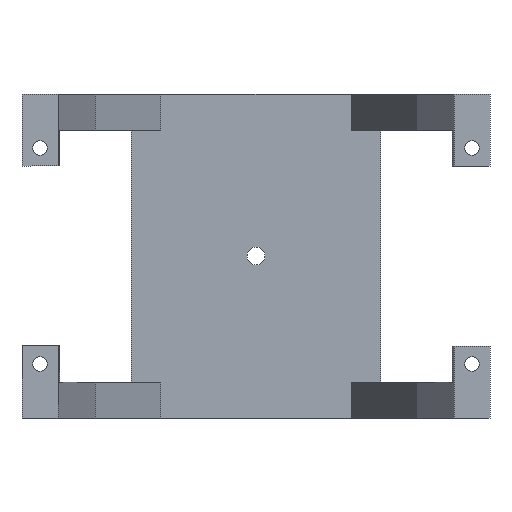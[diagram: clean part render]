
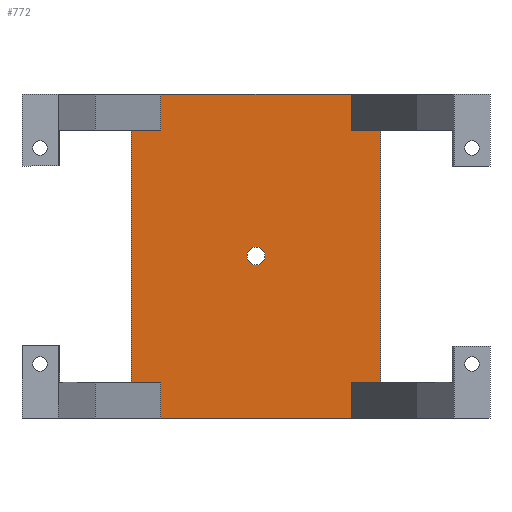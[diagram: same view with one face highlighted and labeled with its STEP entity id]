
A CAD part, front view. The second image highlights one B-rep face of the part: STEP entity #772.
In plain terms, the highlighted planar face has unit normal (0, -1, 0).
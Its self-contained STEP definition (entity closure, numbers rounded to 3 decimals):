
#3 = LINE ( 'NONE', #1093, #1043 ) ;
#15 = LINE ( 'NONE', #506, #1466 ) ;
#16 = DIRECTION ( 'NONE',  ( 0., 0., 1. ) ) ;
#57 = DIRECTION ( 'NONE',  ( 0., -1., 0. ) ) ;
#71 = DIRECTION ( 'NONE',  ( 0., 0., -1. ) ) ;
#77 = VECTOR ( 'NONE', #1124, 1000. ) ;
#79 = VERTEX_POINT ( 'NONE', #1008 ) ;
#82 = VERTEX_POINT ( 'NONE', #883 ) ;
#109 = DIRECTION ( 'NONE',  ( 0., 0., -1. ) ) ;
#110 = ORIENTED_EDGE ( 'NONE', *, *, #209, .F. ) ;
#120 = VERTEX_POINT ( 'NONE', #395 ) ;
#160 = CARTESIAN_POINT ( 'NONE',  ( 65., 93., -37.5 ) ) ;
#168 = VECTOR ( 'NONE', #381, 1000. ) ;
#176 = CARTESIAN_POINT ( 'NONE',  ( 30.35, 93., 0. ) ) ;
#193 = VECTOR ( 'NONE', #1418, 1000. ) ;
#203 = EDGE_CURVE ( 'NONE', #757, #1463, #15, .T. ) ;
#209 = EDGE_CURVE ( 'NONE', #348, #1399, #1247, .T. ) ;
#231 = EDGE_CURVE ( 'NONE', #583, #348, #603, .T. ) ;
#239 = CARTESIAN_POINT ( 'NONE',  ( 38.502, 93., 10. ) ) ;
#271 = CIRCLE ( 'NONE', #1500, 2.5 ) ;
#285 = LINE ( 'NONE', #1122, #957 ) ;
#297 = VECTOR ( 'NONE', #1096, 1000. ) ;
#299 = DIRECTION ( 'NONE',  ( 0., -1., 0. ) ) ;
#315 = LINE ( 'NONE', #441, #193 ) ;
#318 = CARTESIAN_POINT ( 'NONE',  ( 91.498, 93., -70. ) ) ;
#324 = LINE ( 'NONE', #327, #536 ) ;
#327 = CARTESIAN_POINT ( 'NONE',  ( 91.498, 93., -70. ) ) ;
#338 = VECTOR ( 'NONE', #16, 1000. ) ;
#341 = EDGE_CURVE ( 'NONE', #948, #120, #750, .T. ) ;
#346 = CARTESIAN_POINT ( 'NONE',  ( 38.502, 93., 10. ) ) ;
#348 = VERTEX_POINT ( 'NONE', #620 ) ;
#365 = VERTEX_POINT ( 'NONE', #851 ) ;
#381 = DIRECTION ( 'NONE',  ( 0., 0., -1. ) ) ;
#395 = CARTESIAN_POINT ( 'NONE',  ( 38.502, 93., 0. ) ) ;
#402 = DIRECTION ( 'NONE',  ( 0., 0., -1. ) ) ;
#418 = EDGE_CURVE ( 'NONE', #703, #456, #865, .T. ) ;
#426 = EDGE_CURVE ( 'NONE', #79, #1463, #1023, .T. ) ;
#427 = FACE_OUTER_BOUND ( 'NONE', #1225, .T. ) ;
#441 = CARTESIAN_POINT ( 'NONE',  ( 91.498, 93., -70. ) ) ;
#453 = VECTOR ( 'NONE', #1113, 1000. ) ;
#456 = VERTEX_POINT ( 'NONE', #176 ) ;
#460 = VERTEX_POINT ( 'NONE', #160 ) ;
#474 = ORIENTED_EDGE ( 'NONE', *, *, #1138, .F. ) ;
#477 = EDGE_CURVE ( 'NONE', #365, #460, #271, .T. ) ;
#494 = CARTESIAN_POINT ( 'NONE',  ( 99.65, 93., 0. ) ) ;
#506 = CARTESIAN_POINT ( 'NONE',  ( 38.502, 93., -70. ) ) ;
#528 = DIRECTION ( 'NONE',  ( -1., 0., 0. ) ) ;
#536 = VECTOR ( 'NONE', #1421, 1000. ) ;
#537 = EDGE_CURVE ( 'NONE', #82, #1564, #315, .T. ) ;
#547 = CARTESIAN_POINT ( 'NONE',  ( 38.502, 93., -70. ) ) ;
#554 = LINE ( 'NONE', #318, #844 ) ;
#566 = ORIENTED_EDGE ( 'NONE', *, *, #231, .F. ) ;
#571 = FACE_BOUND ( 'NONE', #657, .T. ) ;
#572 = ORIENTED_EDGE ( 'NONE', *, *, #1190, .F. ) ;
#583 = VERTEX_POINT ( 'NONE', #1162 ) ;
#597 = ORIENTED_EDGE ( 'NONE', *, *, #477, .F. ) ;
#603 = LINE ( 'NONE', #609, #297 ) ;
#609 = CARTESIAN_POINT ( 'NONE',  ( 91.498, 93., 10. ) ) ;
#620 = CARTESIAN_POINT ( 'NONE',  ( 91.498, 93., 0. ) ) ;
#657 = EDGE_LOOP ( 'NONE', ( #572, #597 ) ) ;
#703 = VERTEX_POINT ( 'NONE', #804 ) ;
#720 = ORIENTED_EDGE ( 'NONE', *, *, #916, .F. ) ;
#750 = LINE ( 'NONE', #239, #168 ) ;
#753 = LINE ( 'NONE', #1499, #453 ) ;
#757 = VERTEX_POINT ( 'NONE', #547 ) ;
#758 = CARTESIAN_POINT ( 'NONE',  ( 0., 93., 0. ) ) ;
#759 = EDGE_CURVE ( 'NONE', #757, #703, #324, .T. ) ;
#762 = AXIS2_PLACEMENT_3D ( 'NONE', #1153, #1014, #402 ) ;
#771 = DIRECTION ( 'NONE',  ( 1., 0., 0. ) ) ;
#772 = ADVANCED_FACE ( 'NONE', ( #571, #427 ), #1169, .T. ) ;
#784 = ORIENTED_EDGE ( 'NONE', *, *, #798, .F. ) ;
#785 = CARTESIAN_POINT ( 'NONE',  ( 65., 93., -35. ) ) ;
#798 = EDGE_CURVE ( 'NONE', #1564, #79, #554, .T. ) ;
#804 = CARTESIAN_POINT ( 'NONE',  ( 30.35, 93., -70. ) ) ;
#811 = ORIENTED_EDGE ( 'NONE', *, *, #759, .F. ) ;
#823 = VECTOR ( 'NONE', #528, 1000. ) ;
#844 = VECTOR ( 'NONE', #1288, 1000. ) ;
#851 = CARTESIAN_POINT ( 'NONE',  ( 65., 93., -32.5 ) ) ;
#865 = LINE ( 'NONE', #1118, #338 ) ;
#883 = CARTESIAN_POINT ( 'NONE',  ( 99.65, 93., -70. ) ) ;
#892 = CARTESIAN_POINT ( 'NONE',  ( 38.502, 93., -80. ) ) ;
#916 = EDGE_CURVE ( 'NONE', #1399, #82, #3, .T. ) ;
#948 = VERTEX_POINT ( 'NONE', #346 ) ;
#957 = VECTOR ( 'NONE', #771, 1000. ) ;
#1008 = CARTESIAN_POINT ( 'NONE',  ( 91.498, 93., -80. ) ) ;
#1014 = DIRECTION ( 'NONE',  ( 0., -1., 0. ) ) ;
#1023 = LINE ( 'NONE', #1287, #823 ) ;
#1043 = VECTOR ( 'NONE', #1558, 1000. ) ;
#1093 = CARTESIAN_POINT ( 'NONE',  ( 99.65, 93., -80. ) ) ;
#1096 = DIRECTION ( 'NONE',  ( 0., 0., -1. ) ) ;
#1113 = DIRECTION ( 'NONE',  ( -1., 0., 0. ) ) ;
#1118 = CARTESIAN_POINT ( 'NONE',  ( 30.35, 93., -80. ) ) ;
#1122 = CARTESIAN_POINT ( 'NONE',  ( 0., 93., 0. ) ) ;
#1124 = DIRECTION ( 'NONE',  ( 1., 0., 0. ) ) ;
#1138 = EDGE_CURVE ( 'NONE', #456, #120, #285, .T. ) ;
#1149 = DIRECTION ( 'NONE',  ( 0., 0., -1. ) ) ;
#1153 = CARTESIAN_POINT ( 'NONE',  ( 65., 93., -35. ) ) ;
#1162 = CARTESIAN_POINT ( 'NONE',  ( 91.498, 93., 10. ) ) ;
#1169 = PLANE ( 'NONE',  #1302 ) ;
#1190 = EDGE_CURVE ( 'NONE', #460, #365, #1317, .T. ) ;
#1225 = EDGE_LOOP ( 'NONE', ( #1326, #720, #110, #566, #1296, #1305, #474, #1439, #811, #1266, #1503, #784 ) ) ;
#1247 = LINE ( 'NONE', #758, #77 ) ;
#1266 = ORIENTED_EDGE ( 'NONE', *, *, #203, .T. ) ;
#1287 = CARTESIAN_POINT ( 'NONE',  ( 30.35, 93., -80. ) ) ;
#1288 = DIRECTION ( 'NONE',  ( 0., 0., -1. ) ) ;
#1294 = CARTESIAN_POINT ( 'NONE',  ( 91.498, 93., 10. ) ) ;
#1296 = ORIENTED_EDGE ( 'NONE', *, *, #1409, .T. ) ;
#1302 = AXIS2_PLACEMENT_3D ( 'NONE', #1294, #57, #71 ) ;
#1305 = ORIENTED_EDGE ( 'NONE', *, *, #341, .T. ) ;
#1317 = CIRCLE ( 'NONE', #762, 2.5 ) ;
#1326 = ORIENTED_EDGE ( 'NONE', *, *, #537, .F. ) ;
#1399 = VERTEX_POINT ( 'NONE', #494 ) ;
#1409 = EDGE_CURVE ( 'NONE', #583, #948, #753, .T. ) ;
#1418 = DIRECTION ( 'NONE',  ( -1., 0., 0. ) ) ;
#1421 = DIRECTION ( 'NONE',  ( -1., 0., 0. ) ) ;
#1439 = ORIENTED_EDGE ( 'NONE', *, *, #418, .F. ) ;
#1463 = VERTEX_POINT ( 'NONE', #892 ) ;
#1466 = VECTOR ( 'NONE', #109, 1000. ) ;
#1499 = CARTESIAN_POINT ( 'NONE',  ( 91.498, 93., 10. ) ) ;
#1500 = AXIS2_PLACEMENT_3D ( 'NONE', #785, #299, #1149 ) ;
#1503 = ORIENTED_EDGE ( 'NONE', *, *, #426, .F. ) ;
#1505 = CARTESIAN_POINT ( 'NONE',  ( 91.498, 93., -70. ) ) ;
#1558 = DIRECTION ( 'NONE',  ( 0., 0., -1. ) ) ;
#1564 = VERTEX_POINT ( 'NONE', #1505 ) ;
